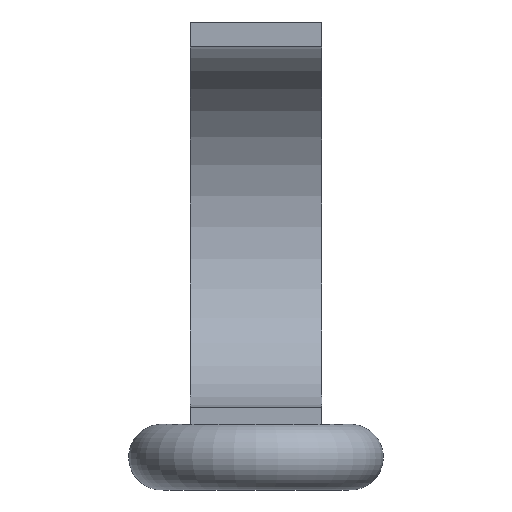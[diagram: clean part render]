
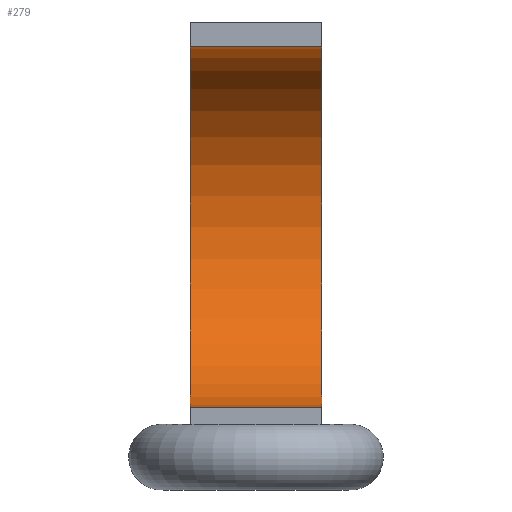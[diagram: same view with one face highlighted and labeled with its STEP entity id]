
A CAD part, front view. The second image highlights one B-rep face of the part: STEP entity #279.
In plain terms, the highlighted cylindrical face has radius 22 mm (diameter 44 mm), a partial arc.
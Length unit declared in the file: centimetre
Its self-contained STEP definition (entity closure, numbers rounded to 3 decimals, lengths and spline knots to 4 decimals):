
#27=LINE('',#431,#43);
#39=LINE('',#532,#55);
#43=VECTOR('',#346,1.);
#55=VECTOR('',#394,1.);
#59=CYLINDRICAL_SURFACE('',#321,2.2);
#78=FACE_OUTER_BOUND('',#95,.T.);
#95=EDGE_LOOP('',(#235,#236,#237,#238));
#107=CIRCLE('',#306,2.2);
#115=CIRCLE('',#320,2.2);
#125=VERTEX_POINT('',#428);
#126=VERTEX_POINT('',#430);
#132=VERTEX_POINT('',#456);
#141=VERTEX_POINT('',#518);
#151=EDGE_CURVE('',#125,#126,#27,.T.);
#159=EDGE_CURVE('',#125,#132,#107,.T.);
#176=EDGE_CURVE('',#141,#126,#115,.T.);
#179=EDGE_CURVE('',#132,#141,#39,.T.);
#235=ORIENTED_EDGE('',*,*,#159,.T.);
#236=ORIENTED_EDGE('',*,*,#179,.T.);
#237=ORIENTED_EDGE('',*,*,#176,.T.);
#238=ORIENTED_EDGE('',*,*,#151,.F.);
#279=ADVANCED_FACE('',(#78),#59,.F.);
#306=AXIS2_PLACEMENT_3D('',#458,#355,#356);
#320=AXIS2_PLACEMENT_3D('',#519,#389,#390);
#321=AXIS2_PLACEMENT_3D('',#531,#392,#393);
#346=DIRECTION('',(-1.,0.,0.));
#355=DIRECTION('center_axis',(1.,0.,0.));
#356=DIRECTION('ref_axis',(0.,0.,1.));
#389=DIRECTION('center_axis',(-1.,0.,0.));
#390=DIRECTION('ref_axis',(0.,0.,1.));
#392=DIRECTION('center_axis',(-1.,0.,0.));
#393=DIRECTION('ref_axis',(0.,0.,1.));
#394=DIRECTION('',(-1.,0.,0.));
#428=CARTESIAN_POINT('',(1.6,0.,-2.4));
#430=CARTESIAN_POINT('',(0.,0.,-2.4));
#431=CARTESIAN_POINT('',(2.6,0.,-2.4));
#456=CARTESIAN_POINT('',(1.6,0.,2.));
#458=CARTESIAN_POINT('Origin',(1.6,0.,-0.2));
#518=CARTESIAN_POINT('',(0.,0.,2.));
#519=CARTESIAN_POINT('Origin',(0.,0.,
-0.2));
#531=CARTESIAN_POINT('Origin',(1.3,0.,-0.2));
#532=CARTESIAN_POINT('',(2.6,0.,2.));
